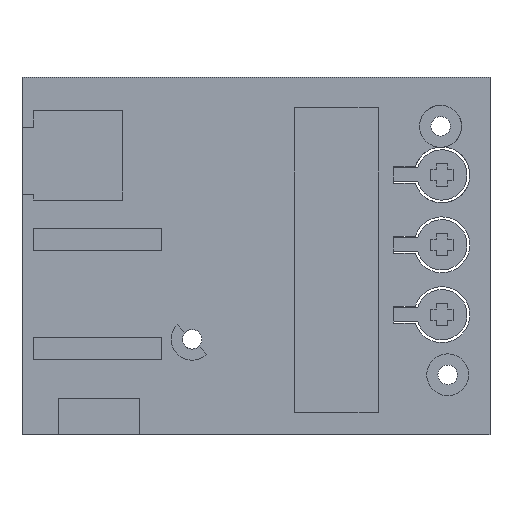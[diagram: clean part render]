
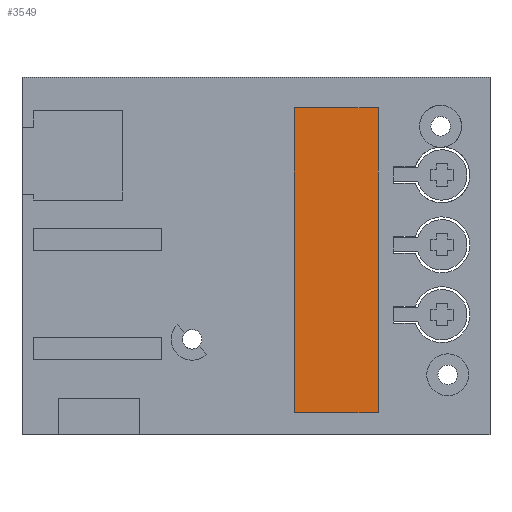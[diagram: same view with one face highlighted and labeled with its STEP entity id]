
A CAD part, front view. The second image highlights one B-rep face of the part: STEP entity #3549.
In plain terms, the highlighted planar face has unit normal (0, -1, 0).
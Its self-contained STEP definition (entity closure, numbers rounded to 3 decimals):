
#388=FACE_OUTER_BOUND('',#599,.T.);
#599=EDGE_LOOP('',(#3118,#3119,#3120,#3121));
#974=LINE('',#6217,#1354);
#977=LINE('',#6222,#1357);
#979=LINE('',#6226,#1359);
#980=LINE('',#6228,#1360);
#1354=VECTOR('',#4373,10.);
#1357=VECTOR('',#4378,10.);
#1359=VECTOR('',#4382,10.);
#1360=VECTOR('',#4385,10.);
#1708=VERTEX_POINT('',#6214);
#1709=VERTEX_POINT('',#6216);
#1710=VERTEX_POINT('',#6220);
#1711=VERTEX_POINT('',#6224);
#2190=EDGE_CURVE('',#1708,#1709,#974,.T.);
#2193=EDGE_CURVE('',#1710,#1708,#977,.T.);
#2195=EDGE_CURVE('',#1711,#1710,#979,.T.);
#2196=EDGE_CURVE('',#1709,#1711,#980,.T.);
#3118=ORIENTED_EDGE('',*,*,#2196,.F.);
#3119=ORIENTED_EDGE('',*,*,#2190,.F.);
#3120=ORIENTED_EDGE('',*,*,#2193,.F.);
#3121=ORIENTED_EDGE('',*,*,#2195,.F.);
#3370=PLANE('',#3729);
#3549=ADVANCED_FACE('',(#388),#3370,.F.);
#3729=AXIS2_PLACEMENT_3D('',#6229,#4386,#4387);
#4373=DIRECTION('',(-1.,0.,0.));
#4378=DIRECTION('',(0.,0.,-1.));
#4382=DIRECTION('',(1.,0.,0.));
#4385=DIRECTION('',(0.,0.,1.));
#4386=DIRECTION('center_axis',(0.,1.,0.));
#4387=DIRECTION('ref_axis',(0.,0.,1.));
#6214=CARTESIAN_POINT('',(61.22,11.,-55.01));
#6216=CARTESIAN_POINT('',(46.22,11.,-55.01));
#6217=CARTESIAN_POINT('',(46.22,11.,-55.01));
#6220=CARTESIAN_POINT('',(61.22,11.,-0.51));
#6222=CARTESIAN_POINT('',(61.22,11.,4.99));
#6224=CARTESIAN_POINT('',(46.22,11.,-0.51));
#6226=CARTESIAN_POINT('',(46.22,11.,-0.51));
#6228=CARTESIAN_POINT('',(46.22,11.,-59.01));
#6229=CARTESIAN_POINT('Origin',(53.72,11.,-27.76));
